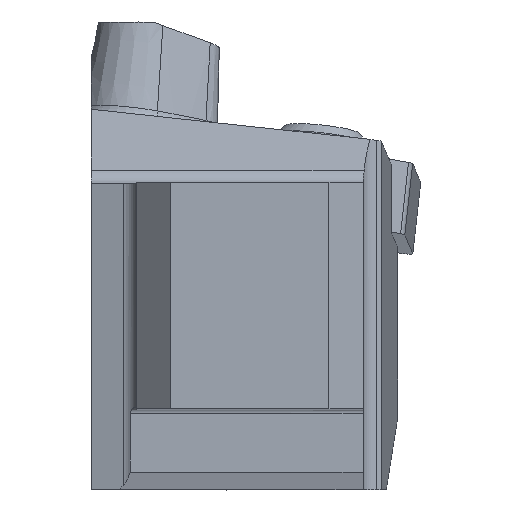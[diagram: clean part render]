
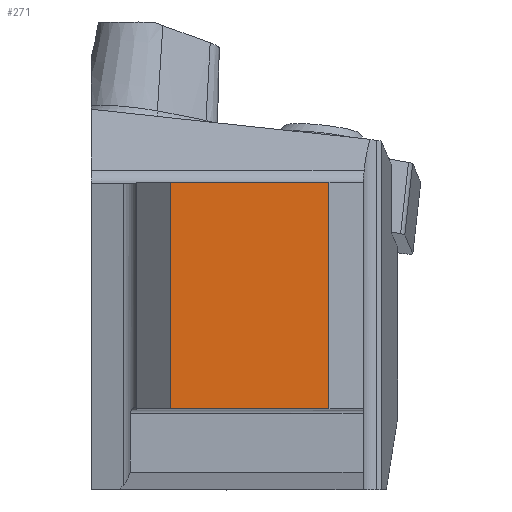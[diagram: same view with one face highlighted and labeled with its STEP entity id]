
A CAD part, top view. The second image highlights one B-rep face of the part: STEP entity #271.
In plain terms, the highlighted planar face has unit normal (0, 0, 1).
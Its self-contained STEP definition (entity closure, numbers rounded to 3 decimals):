
#271=ADVANCED_FACE('CU_BACK_SU1',(#396),#341,.F.);
#341=PLANE('',#1664);
#396=FACE_OUTER_BOUND('',#469,.T.);
#469=EDGE_LOOP('',(#672,#673,#674,#675));
#672=ORIENTED_EDGE('',*,*,#1206,.F.);
#673=ORIENTED_EDGE('',*,*,#1207,.F.);
#674=ORIENTED_EDGE('',*,*,#1208,.T.);
#675=ORIENTED_EDGE('',*,*,#1209,.T.);
#1036=VERTEX_POINT('',#2586);
#1037=VERTEX_POINT('',#2587);
#1038=VERTEX_POINT('',#2589);
#1039=VERTEX_POINT('',#2591);
#1206=EDGE_CURVE('',#1036,#1037,#1367,.T.);
#1207=EDGE_CURVE('',#1038,#1036,#1368,.T.);
#1208=EDGE_CURVE('',#1038,#1039,#1369,.T.);
#1209=EDGE_CURVE('',#1039,#1037,#1370,.T.);
#1367=LINE('',#2585,#1485);
#1368=LINE('',#2588,#1486);
#1369=LINE('',#2590,#1487);
#1370=LINE('',#2592,#1488);
#1485=VECTOR('',#1928,1.);
#1486=VECTOR('',#1929,1.);
#1487=VECTOR('',#1930,1.);
#1488=VECTOR('',#1931,1.);
#1664=AXIS2_PLACEMENT_3D('',#2593,#1932,#1933);
#1928=DIRECTION('',(0.,-1.,0.));
#1929=DIRECTION('',(1.,0.,0.));
#1930=DIRECTION('',(0.,-1.,0.));
#1931=DIRECTION('',(1.,0.,0.));
#1932=DIRECTION('',(0.,0.,-1.));
#1933=DIRECTION('',(1.,0.,0.));
#2585=CARTESIAN_POINT('',(16.925,0.,0.));
#2586=CARTESIAN_POINT('',(16.925,19.925,0.));
#2587=CARTESIAN_POINT('',(16.925,0.,0.));
#2588=CARTESIAN_POINT('',(110.,19.925,0.));
#2589=CARTESIAN_POINT('',(3.,19.925,0.));
#2590=CARTESIAN_POINT('',(3.,0.,0.));
#2591=CARTESIAN_POINT('',(3.,0.,0.));
#2592=CARTESIAN_POINT('',(110.,0.,0.));
#2593=CARTESIAN_POINT('',(-28.496,44.925,0.));
